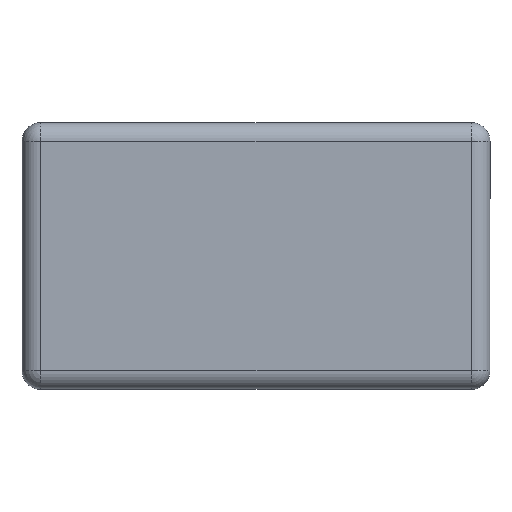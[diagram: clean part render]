
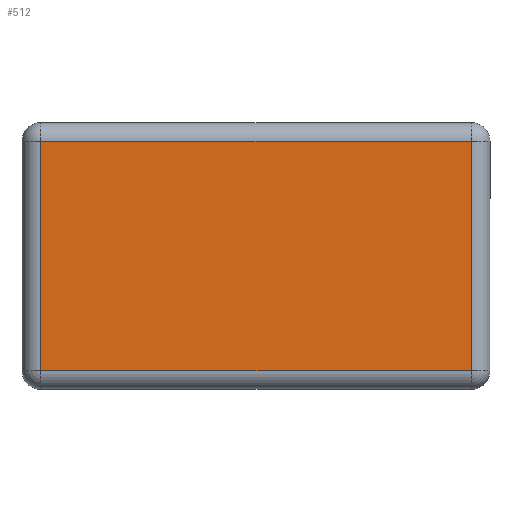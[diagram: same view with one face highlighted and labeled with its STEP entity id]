
A CAD part, front view. The second image highlights one B-rep face of the part: STEP entity #512.
In plain terms, the highlighted planar face has unit normal (0, -1, 0).
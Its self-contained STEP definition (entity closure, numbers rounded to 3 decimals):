
#3 = CARTESIAN_POINT ( 'NONE',  ( -23., 0., 12.25 ) ) ;
#20 = DIRECTION ( 'NONE',  ( -1., 0., 0. ) ) ;
#25 = DIRECTION ( 'NONE',  ( 0., 1., 0. ) ) ;
#36 = FACE_OUTER_BOUND ( 'NONE', #624, .T. ) ;
#68 = EDGE_CURVE ( 'NONE', #131, #243, #448, .T. ) ;
#131 = VERTEX_POINT ( 'NONE', #470 ) ;
#136 = VECTOR ( 'NONE', #20, 1000. ) ;
#172 = CARTESIAN_POINT ( 'NONE',  ( 0., 0., 12.25 ) ) ;
#202 = VERTEX_POINT ( 'NONE', #666 ) ;
#209 = VECTOR ( 'NONE', #423, 1000. ) ;
#211 = ORIENTED_EDGE ( 'NONE', *, *, #508, .T. ) ;
#212 = VECTOR ( 'NONE', #273, 1000. ) ;
#221 = CARTESIAN_POINT ( 'NONE',  ( -23., 0., 0. ) ) ;
#243 = VERTEX_POINT ( 'NONE', #3 ) ;
#273 = DIRECTION ( 'NONE',  ( 0., 0., -1. ) ) ;
#282 = LINE ( 'NONE', #579, #209 ) ;
#322 = LINE ( 'NONE', #328, #413 ) ;
#326 = CARTESIAN_POINT ( 'NONE',  ( 23., 0., -12.25 ) ) ;
#328 = CARTESIAN_POINT ( 'NONE',  ( 23., 0., 0. ) ) ;
#334 = EDGE_CURVE ( 'NONE', #202, #441, #282, .T. ) ;
#365 = EDGE_CURVE ( 'NONE', #441, #131, #322, .T. ) ;
#376 = ORIENTED_EDGE ( 'NONE', *, *, #68, .T. ) ;
#377 = PLANE ( 'NONE',  #415 ) ;
#413 = VECTOR ( 'NONE', #525, 1000. ) ;
#415 = AXIS2_PLACEMENT_3D ( 'NONE', #601, #25, #445 ) ;
#421 = LINE ( 'NONE', #221, #212 ) ;
#423 = DIRECTION ( 'NONE',  ( 1., 0., 0. ) ) ;
#441 = VERTEX_POINT ( 'NONE', #326 ) ;
#445 = DIRECTION ( 'NONE',  ( 0., 0., 1. ) ) ;
#448 = LINE ( 'NONE', #172, #136 ) ;
#470 = CARTESIAN_POINT ( 'NONE',  ( 23., 0., 12.25 ) ) ;
#499 = ORIENTED_EDGE ( 'NONE', *, *, #334, .T. ) ;
#508 = EDGE_CURVE ( 'NONE', #243, #202, #421, .T. ) ;
#512 = ADVANCED_FACE ( 'NONE', ( #36 ), #377, .F. ) ;
#525 = DIRECTION ( 'NONE',  ( 0., 0., 1. ) ) ;
#567 = ORIENTED_EDGE ( 'NONE', *, *, #365, .T. ) ;
#579 = CARTESIAN_POINT ( 'NONE',  ( 0., 0., -12.25 ) ) ;
#601 = CARTESIAN_POINT ( 'NONE',  ( 0., 0., 0. ) ) ;
#624 = EDGE_LOOP ( 'NONE', ( #211, #499, #567, #376 ) ) ;
#666 = CARTESIAN_POINT ( 'NONE',  ( -23., 0., -12.25 ) ) ;
